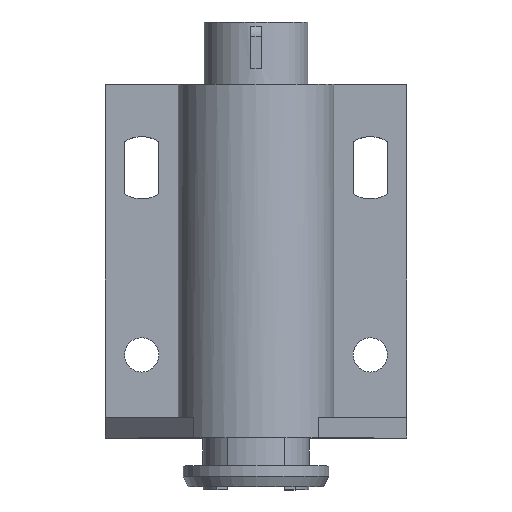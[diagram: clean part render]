
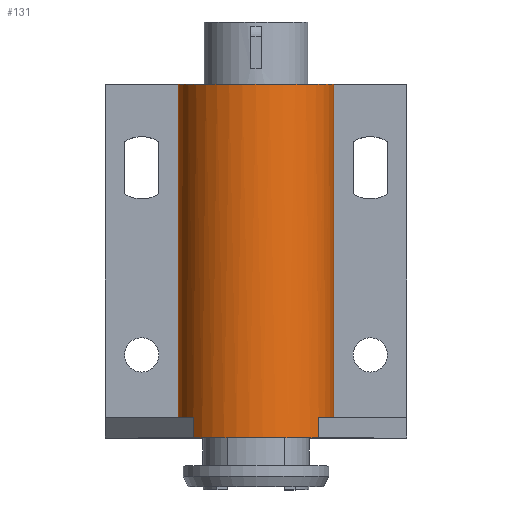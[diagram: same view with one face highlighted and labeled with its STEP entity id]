
A CAD part, top view. The second image highlights one B-rep face of the part: STEP entity #131.
In plain terms, the highlighted cylindrical face has radius 7.5 mm (diameter 15 mm), a partial arc.
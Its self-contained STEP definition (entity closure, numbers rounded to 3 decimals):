
#131=ADVANCED_FACE('',(#393),#392,.T.);
#392=CYLINDRICAL_SURFACE('',#1109,7.5);
#393=FACE_OUTER_BOUND('',#1110,.T.);
#1106=CARTESIAN_POINT('',(-966.,0.,0.));
#1107=DIRECTION('',(-1.,0.,0.));
#1108=DIRECTION('',(0.,0.,1.));
#1109=AXIS2_PLACEMENT_3D('',#1106,#1107,#1108);
#1110=EDGE_LOOP('',(#1545,#1546,#1547,#1548,#1549,#1550,#1551,#1552));
#1545=ORIENTED_EDGE('',*,*,#1848,.T.);
#1546=ORIENTED_EDGE('',*,*,#1888,.F.);
#1547=ORIENTED_EDGE('',*,*,#1893,.F.);
#1548=ORIENTED_EDGE('',*,*,#1903,.T.);
#1549=ORIENTED_EDGE('',*,*,#1860,.F.);
#1550=ORIENTED_EDGE('',*,*,#1904,.F.);
#1551=ORIENTED_EDGE('',*,*,#1905,.F.);
#1552=ORIENTED_EDGE('',*,*,#1890,.F.);
#1848=EDGE_CURVE('',#2301,#2293,#2302,.T.);
#1860=EDGE_CURVE('',#2376,#2383,#2384,.T.);
#1888=EDGE_CURVE('',#2565,#2293,#2573,.T.);
#1890=EDGE_CURVE('',#2301,#2585,#2586,.T.);
#1893=EDGE_CURVE('',#2599,#2565,#2606,.T.);
#1903=EDGE_CURVE('',#2599,#2383,#2672,.T.);
#1904=EDGE_CURVE('',#2678,#2376,#2679,.T.);
#1905=EDGE_CURVE('',#2585,#2678,#2685,.T.);
#2293=VERTEX_POINT('',#3500);
#2301=VERTEX_POINT('',#3505);
#2302=CIRCLE('',#3509,7.5);
#2376=VERTEX_POINT('',#3552);
#2383=VERTEX_POINT('',#3556);
#2384=CIRCLE('',#3560,7.5);
#2565=VERTEX_POINT('',#3667);
#2573=LINE('',#3672,#3673);
#2585=VERTEX_POINT('',#3678);
#2586=LINE('',#3679,#3680);
#2599=VERTEX_POINT('',#3686);
#2606=CIRCLE('',#3693,7.5);
#2672=LINE('',#3731,#3732);
#2678=VERTEX_POINT('',#3734);
#2679=LINE('',#3735,#3736);
#2685=CIRCLE('',#3741,7.5);
#3500=CARTESIAN_POINT('',(0.,-4.474,-6.019));
#3505=CARTESIAN_POINT('',(0.,-4.474,6.019));
#3506=CARTESIAN_POINT('',(0.,0.,0.));
#3507=DIRECTION('',(1.,0.,0.));
#3508=DIRECTION('',(0.,0.,-1.));
#3509=AXIS2_PLACEMENT_3D('',#3506,#3507,#3508);
#3552=CARTESIAN_POINT('',(34.,0.,7.5));
#3556=CARTESIAN_POINT('',(34.,0.,-7.5));
#3557=CARTESIAN_POINT('',(34.,0.,0.));
#3558=DIRECTION('',(1.,0.,0.));
#3559=DIRECTION('',(0.,0.,-1.));
#3560=AXIS2_PLACEMENT_3D('',#3557,#3558,#3559);
#3667=CARTESIAN_POINT('',(2.,-4.474,-6.019));
#3672=CARTESIAN_POINT('',(2.,-4.474,-6.019));
#3673=VECTOR('',#3674,2.);
#3674=DIRECTION('',(-1.,0.,0.));
#3678=CARTESIAN_POINT('',(2.,-4.474,6.019));
#3679=CARTESIAN_POINT('',(0.,-4.474,6.019));
#3680=VECTOR('',#3681,2.);
#3681=DIRECTION('',(1.,0.,0.));
#3686=CARTESIAN_POINT('',(2.,0.,-7.5));
#3690=CARTESIAN_POINT('',(2.,0.,0.));
#3691=DIRECTION('',(-1.,0.,0.));
#3692=DIRECTION('',(0.,0.,1.));
#3693=AXIS2_PLACEMENT_3D('',#3690,#3691,#3692);
#3731=CARTESIAN_POINT('',(2.,0.,-7.5));
#3732=VECTOR('',#3733,32.);
#3733=DIRECTION('',(1.,0.,0.));
#3734=CARTESIAN_POINT('',(2.,0.,7.5));
#3735=CARTESIAN_POINT('',(2.,0.,7.5));
#3736=VECTOR('',#3737,32.);
#3737=DIRECTION('',(1.,0.,0.));
#3738=CARTESIAN_POINT('',(2.,0.,0.));
#3739=DIRECTION('',(-1.,0.,0.));
#3740=DIRECTION('',(0.,0.,1.));
#3741=AXIS2_PLACEMENT_3D('',#3738,#3739,#3740);
